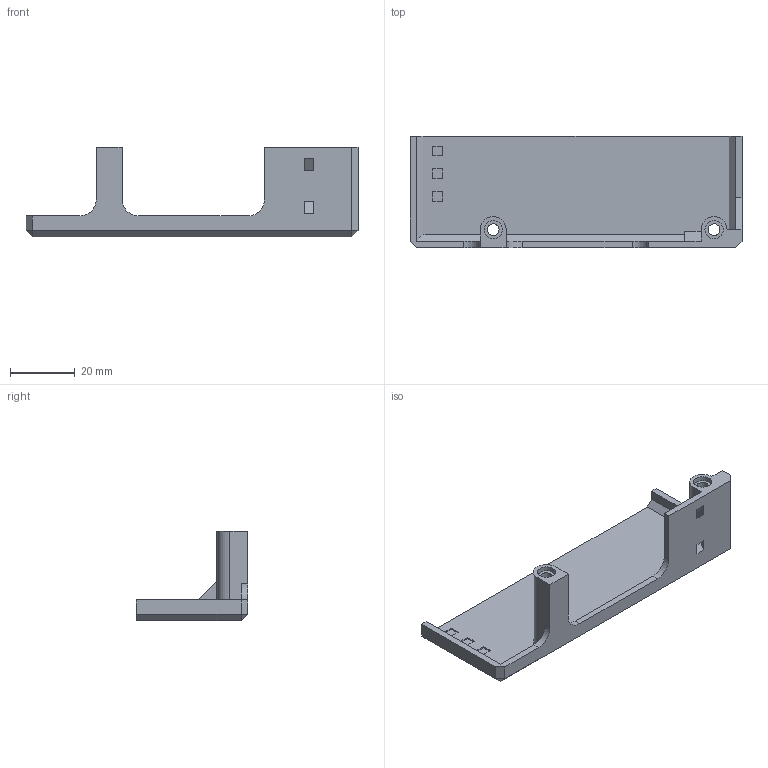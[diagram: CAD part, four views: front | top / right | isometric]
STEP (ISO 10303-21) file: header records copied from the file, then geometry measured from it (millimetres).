
FILE_DESCRIPTION(/* description */ (''),/* implementation_level */ '2;1');
FILE_NAME(/* name */ 'el-box-cover-R3.stp',/* time_stamp */ '2023-07-13T15:16:38+02:00',/* author */ ('matyas.moudry'),/* organization */ (''),/* preprocessor_version */ 'ST-DEVELOPER v19',/* originating_system */ 'Autodesk Inventor 2023',/* authorisation */ '');
FILE_SCHEMA (('AUTOMOTIVE_DESIGN { 1 0 10303 214 3 1 1 }'));
Length unit declared in the file: millimetre
Products named in the file (1): el_box_cover
Bounding box: 102.2 x 34.3 x 27.7 mm (x, y, z)
Volume: 9917.1 mm3; surface area: 12417.5 mm2
Topology: 1 solids, 1 shells, 231 faces, 631 edges, 415 vertices
Faces by surface type: plane 131, bspline 85, cylinder 15
Full cylindrical faces by diameter (mm): 3.6 x2, 5.6 x2, 6 x2
Entity records: 7822 total; most frequent: CARTESIAN_POINT 2283, ORIENTED_EDGE 1262, DIRECTION 939, EDGE_CURVE 631, LINE 417, VECTOR 417, VERTEX_POINT 415, AXIS2_PLACEMENT_3D 261
